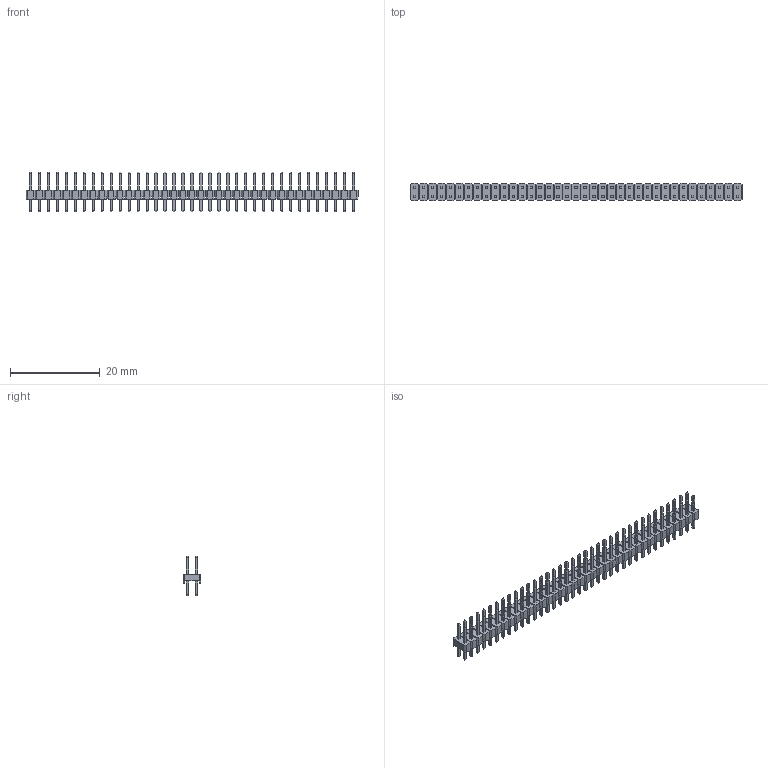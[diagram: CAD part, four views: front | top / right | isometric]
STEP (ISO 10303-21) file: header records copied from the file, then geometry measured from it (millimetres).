
FILE_DESCRIPTION(('STEP AP214'), '1');
FILE_NAME('PLD2', '', ('UNSPECIFIED'), ('UNSPECIFIED'), 'ASCON STEP Converter 1.6', 'ASCON Math Kernel', '');
FILE_SCHEMA(('AUTOMOTIVE_DESIGN { 1 0 10303 214 3 1 1}'));
Length unit declared in the file: millimetre
Bounding box: 74 x 4 x 8.8 mm (x, y, z)
Volume: 576.8 mm3; surface area: 2041.3 mm2
Topology: 1 solids, 1 shells, 1856 faces, 4418 edges, 2748 vertices
Faces by surface type: plane 1856
Entity records: 66534 total; most frequent: CARTESIAN_POINT 9023, ORIENTED_EDGE 8836, DIRECTION 8132, EDGE_CURVE 4418, LINE 4418, VECTOR 4418, VERTEX_POINT 2748, FACE_BOUND 2040
